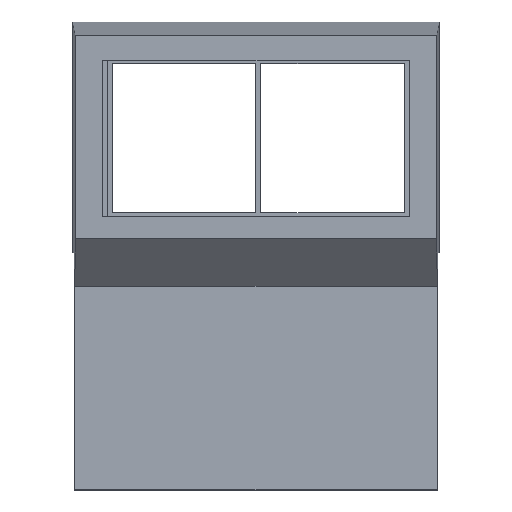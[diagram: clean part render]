
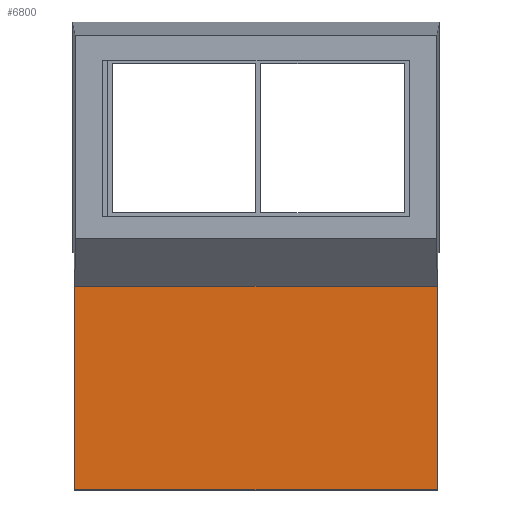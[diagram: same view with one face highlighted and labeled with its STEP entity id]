
A CAD part, top view. The second image highlights one B-rep face of the part: STEP entity #6800.
In plain terms, the highlighted planar face has unit normal (0, 0, 1).
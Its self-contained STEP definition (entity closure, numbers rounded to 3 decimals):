
#440=CARTESIAN_POINT('',(-53.441,-10.,32.));
#450=VERTEX_POINT('',#440);
#480=CARTESIAN_POINT('',(-53.441,0.,32.));
#490=DIRECTION('',(-0.,1.,0.));
#500=VECTOR('',#490,1.);
#510=LINE('',#480,#500);
#520=CARTESIAN_POINT('',(-53.441,-70.,32.));
#530=VERTEX_POINT('',#520);
#540=EDGE_CURVE('',#530,#450,#510,.T.);
#2610=CARTESIAN_POINT('',(0.,-70.,32.));
#2620=DIRECTION('',(1.,0.,-0.));
#2630=VECTOR('',#2620,1.);
#2640=LINE('',#2610,#2630);
#2650=CARTESIAN_POINT('',(53.441,-70.,32.));
#2660=VERTEX_POINT('',#2650);
#2670=EDGE_CURVE('',#530,#2660,#2640,.T.);
#6070=CARTESIAN_POINT('',(53.441,0.,32.));
#6080=DIRECTION('',(-0.,1.,-0.));
#6090=VECTOR('',#6080,1.);
#6100=LINE('',#6070,#6090);
#6110=CARTESIAN_POINT('',(53.441,-10.,32.));
#6120=VERTEX_POINT('',#6110);
#6130=EDGE_CURVE('',#2660,#6120,#6100,.T.);
#6480=CARTESIAN_POINT('',(0.,-10.,32.));
#6490=DIRECTION('',(1.,0.,0.));
#6500=VECTOR('',#6490,1.);
#6510=LINE('',#6480,#6500);
#6520=EDGE_CURVE('',#450,#6120,#6510,.T.);
#6690=CARTESIAN_POINT('',(-54.,-10.,32.));
#6700=DIRECTION('',(-0.,0.,1.));
#6710=DIRECTION('',(0.,-1.,0.));
#6720=AXIS2_PLACEMENT_3D('',#6690,#6700,#6710);
#6730=PLANE('',#6720);
#6740=ORIENTED_EDGE('',*,*,#6520,.F.);
#6750=ORIENTED_EDGE('',*,*,#6130,.T.);
#6760=ORIENTED_EDGE('',*,*,#2670,.T.);
#6770=ORIENTED_EDGE('',*,*,#540,.F.);
#6780=EDGE_LOOP('',(#6770,#6760,#6750,#6740));
#6790=FACE_OUTER_BOUND('',#6780,.T.);
#6800=ADVANCED_FACE('',(#6790),#6730,.T.);
